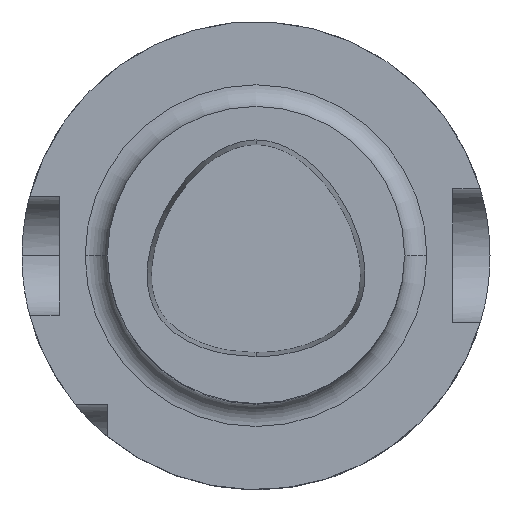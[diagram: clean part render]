
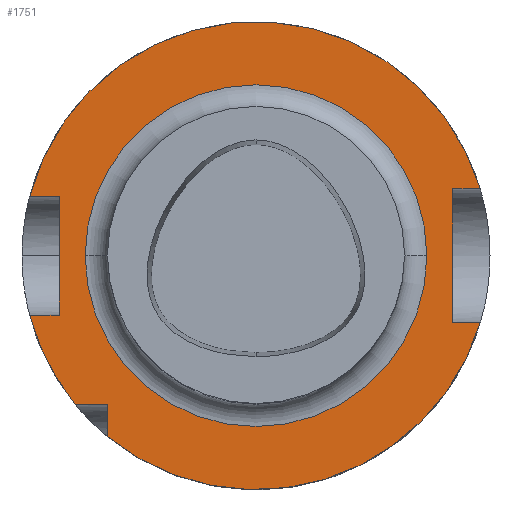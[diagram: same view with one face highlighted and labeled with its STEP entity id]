
A CAD part, top view. The second image highlights one B-rep face of the part: STEP entity #1751.
In plain terms, the highlighted planar face has unit normal (0, 0, 1).
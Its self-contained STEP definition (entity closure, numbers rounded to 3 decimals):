
#71 = VECTOR ( 'NONE', #3068, 1000. ) ;
#96 = EDGE_CURVE ( 'NONE', #3376, #418, #2612, .T. ) ;
#110 = AXIS2_PLACEMENT_3D ( 'NONE', #484, #2658, #3872 ) ;
#119 = FACE_BOUND ( 'NONE', #2424, .T. ) ;
#158 = ORIENTED_EDGE ( 'NONE', *, *, #198, .F. ) ;
#172 = EDGE_CURVE ( 'NONE', #600, #1676, #3609, .T. ) ;
#198 = EDGE_CURVE ( 'NONE', #1987, #3187, #2452, .T. ) ;
#225 = LINE ( 'NONE', #2262, #3026 ) ;
#241 = ORIENTED_EDGE ( 'NONE', *, *, #2134, .F. ) ;
#264 = DIRECTION ( 'NONE',  ( -1., 0., 0. ) ) ;
#310 = DIRECTION ( 'NONE',  ( 1., 0., 0. ) ) ;
#327 = VECTOR ( 'NONE', #3534, 1000. ) ;
#363 = CARTESIAN_POINT ( 'NONE',  ( 26.5, -9., 26. ) ) ;
#386 = EDGE_CURVE ( 'NONE', #2184, #2373, #2408, .T. ) ;
#401 = EDGE_CURVE ( 'NONE', #3187, #1630, #3986, .T. ) ;
#418 = VERTEX_POINT ( 'NONE', #1509 ) ;
#473 = CARTESIAN_POINT ( 'NONE',  ( -30.467, -8., 26. ) ) ;
#484 = CARTESIAN_POINT ( 'NONE',  ( 0., 0., 26. ) ) ;
#554 = CARTESIAN_POINT ( 'NONE',  ( 26.5, 9., 26. ) ) ;
#594 = CARTESIAN_POINT ( 'NONE',  ( 0., 0., 26. ) ) ;
#600 = VERTEX_POINT ( 'NONE', #3490 ) ;
#603 = VECTOR ( 'NONE', #310, 1000. ) ;
#645 = DIRECTION ( 'NONE',  ( 0., 1., 0. ) ) ;
#647 = DIRECTION ( 'NONE',  ( 1., 0., 0. ) ) ;
#655 = FACE_OUTER_BOUND ( 'NONE', #1984, .T. ) ;
#789 = CARTESIAN_POINT ( 'NONE',  ( 0., 9., 26. ) ) ;
#897 = CARTESIAN_POINT ( 'NONE',  ( 30.187, -9., 26. ) ) ;
#932 = AXIS2_PLACEMENT_3D ( 'NONE', #3181, #2887, #3495 ) ;
#1045 = AXIS2_PLACEMENT_3D ( 'NONE', #2247, #1294, #647 ) ;
#1214 = DIRECTION ( 'NONE',  ( 0., 0., -1. ) ) ;
#1215 = CARTESIAN_POINT ( 'NONE',  ( 0., -8., 26. ) ) ;
#1294 = DIRECTION ( 'NONE',  ( 0., 0., -1. ) ) ;
#1301 = PLANE ( 'NONE',  #3294 ) ;
#1305 = LINE ( 'NONE', #2515, #71 ) ;
#1339 = CARTESIAN_POINT ( 'NONE',  ( -26.5, 20., 26. ) ) ;
#1390 = EDGE_CURVE ( 'NONE', #418, #600, #1926, .T. ) ;
#1391 = CARTESIAN_POINT ( 'NONE',  ( -23., 0., 26. ) ) ;
#1408 = VECTOR ( 'NONE', #645, 1000. ) ;
#1509 = CARTESIAN_POINT ( 'NONE',  ( -26.5, 8., 26. ) ) ;
#1519 = VERTEX_POINT ( 'NONE', #1391 ) ;
#1520 = CARTESIAN_POINT ( 'NONE',  ( 0., 0., 26. ) ) ;
#1574 = CARTESIAN_POINT ( 'NONE',  ( -26.5, -8., 26. ) ) ;
#1630 = VERTEX_POINT ( 'NONE', #473 ) ;
#1676 = VERTEX_POINT ( 'NONE', #1738 ) ;
#1738 = CARTESIAN_POINT ( 'NONE',  ( 30.187, 9., 26. ) ) ;
#1749 = ORIENTED_EDGE ( 'NONE', *, *, #96, .F. ) ;
#1751 = ADVANCED_FACE ( 'NONE', ( #119, #655 ), #1301, .T. ) ;
#1823 = DIRECTION ( 'NONE',  ( -1., 0., 0. ) ) ;
#1873 = CIRCLE ( 'NONE', #1045, 23. ) ;
#1880 = DIRECTION ( 'NONE',  ( 1., 0., 0. ) ) ;
#1898 = VERTEX_POINT ( 'NONE', #2237 ) ;
#1921 = EDGE_CURVE ( 'NONE', #1519, #1898, #2351, .T. ) ;
#1926 = LINE ( 'NONE', #3596, #2443 ) ;
#1937 = AXIS2_PLACEMENT_3D ( 'NONE', #594, #1214, #264 ) ;
#1940 = ORIENTED_EDGE ( 'NONE', *, *, #2922, .F. ) ;
#1964 = CARTESIAN_POINT ( 'NONE',  ( 0., -20., 26. ) ) ;
#1984 = EDGE_LOOP ( 'NONE', ( #158, #1940, #241, #3958, #2169, #2991, #3124, #2124, #1749, #2895, #2509 ) ) ;
#1987 = VERTEX_POINT ( 'NONE', #3549 ) ;
#2014 = CARTESIAN_POINT ( 'NONE',  ( -24.336, -20., 26. ) ) ;
#2124 = ORIENTED_EDGE ( 'NONE', *, *, #1390, .F. ) ;
#2134 = EDGE_CURVE ( 'NONE', #2184, #3445, #2543, .T. ) ;
#2165 = VECTOR ( 'NONE', #2873, 1000. ) ;
#2169 = ORIENTED_EDGE ( 'NONE', *, *, #2667, .T. ) ;
#2184 = VERTEX_POINT ( 'NONE', #897 ) ;
#2208 = CARTESIAN_POINT ( 'NONE',  ( 0., 20., 26. ) ) ;
#2237 = CARTESIAN_POINT ( 'NONE',  ( 23., 0., 26. ) ) ;
#2247 = CARTESIAN_POINT ( 'NONE',  ( 0., 0., 26. ) ) ;
#2262 = CARTESIAN_POINT ( 'NONE',  ( 26.5, 20., 26. ) ) ;
#2332 = EDGE_CURVE ( 'NONE', #1898, #1519, #1873, .T. ) ;
#2351 = CIRCLE ( 'NONE', #110, 23. ) ;
#2364 = ORIENTED_EDGE ( 'NONE', *, *, #2332, .T. ) ;
#2373 = VERTEX_POINT ( 'NONE', #363 ) ;
#2396 = VERTEX_POINT ( 'NONE', #554 ) ;
#2408 = LINE ( 'NONE', #3643, #2980 ) ;
#2424 = EDGE_LOOP ( 'NONE', ( #2364, #2947 ) ) ;
#2443 = VECTOR ( 'NONE', #2986, 1000. ) ;
#2452 = LINE ( 'NONE', #1964, #2165 ) ;
#2506 = AXIS2_PLACEMENT_3D ( 'NONE', #1520, #3964, #1823 ) ;
#2509 = ORIENTED_EDGE ( 'NONE', *, *, #401, .F. ) ;
#2515 = CARTESIAN_POINT ( 'NONE',  ( -20., 20., 26. ) ) ;
#2543 = CIRCLE ( 'NONE', #1937, 31.5 ) ;
#2570 = CARTESIAN_POINT ( 'NONE',  ( -20., -24.336, 26. ) ) ;
#2581 = DIRECTION ( 'NONE',  ( 0., 1., 0. ) ) ;
#2589 = EDGE_CURVE ( 'NONE', #1630, #3376, #3062, .T. ) ;
#2612 = LINE ( 'NONE', #1339, #1408 ) ;
#2658 = DIRECTION ( 'NONE',  ( 0., 0., -1. ) ) ;
#2667 = EDGE_CURVE ( 'NONE', #2373, #2396, #225, .T. ) ;
#2873 = DIRECTION ( 'NONE',  ( -1., 0., 0. ) ) ;
#2887 = DIRECTION ( 'NONE',  ( 0., 0., -1. ) ) ;
#2895 = ORIENTED_EDGE ( 'NONE', *, *, #2589, .F. ) ;
#2922 = EDGE_CURVE ( 'NONE', #3445, #1987, #1305, .T. ) ;
#2947 = ORIENTED_EDGE ( 'NONE', *, *, #1921, .T. ) ;
#2980 = VECTOR ( 'NONE', #3295, 1000. ) ;
#2986 = DIRECTION ( 'NONE',  ( -1., 0., 0. ) ) ;
#2991 = ORIENTED_EDGE ( 'NONE', *, *, #3204, .T. ) ;
#3026 = VECTOR ( 'NONE', #2581, 1000. ) ;
#3062 = LINE ( 'NONE', #1215, #603 ) ;
#3068 = DIRECTION ( 'NONE',  ( 0., 1., 0. ) ) ;
#3076 = LINE ( 'NONE', #789, #327 ) ;
#3093 = DIRECTION ( 'NONE',  ( 0., 0., 1. ) ) ;
#3124 = ORIENTED_EDGE ( 'NONE', *, *, #172, .F. ) ;
#3181 = CARTESIAN_POINT ( 'NONE',  ( 0., 0., 26. ) ) ;
#3187 = VERTEX_POINT ( 'NONE', #2014 ) ;
#3204 = EDGE_CURVE ( 'NONE', #2396, #1676, #3076, .T. ) ;
#3294 = AXIS2_PLACEMENT_3D ( 'NONE', #2208, #3093, #1880 ) ;
#3295 = DIRECTION ( 'NONE',  ( -1., 0., 0. ) ) ;
#3376 = VERTEX_POINT ( 'NONE', #1574 ) ;
#3445 = VERTEX_POINT ( 'NONE', #2570 ) ;
#3490 = CARTESIAN_POINT ( 'NONE',  ( -30.467, 8., 26. ) ) ;
#3495 = DIRECTION ( 'NONE',  ( -1., 0., 0. ) ) ;
#3534 = DIRECTION ( 'NONE',  ( 1., 0., 0. ) ) ;
#3549 = CARTESIAN_POINT ( 'NONE',  ( -20., -20., 26. ) ) ;
#3596 = CARTESIAN_POINT ( 'NONE',  ( 0., 8., 26. ) ) ;
#3609 = CIRCLE ( 'NONE', #932, 31.5 ) ;
#3643 = CARTESIAN_POINT ( 'NONE',  ( 0., -9., 26. ) ) ;
#3872 = DIRECTION ( 'NONE',  ( 1., 0., 0. ) ) ;
#3958 = ORIENTED_EDGE ( 'NONE', *, *, #386, .T. ) ;
#3964 = DIRECTION ( 'NONE',  ( 0., 0., -1. ) ) ;
#3986 = CIRCLE ( 'NONE', #2506, 31.5 ) ;
